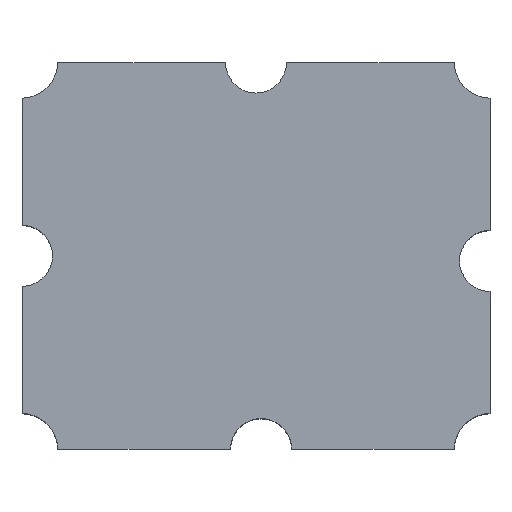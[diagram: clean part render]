
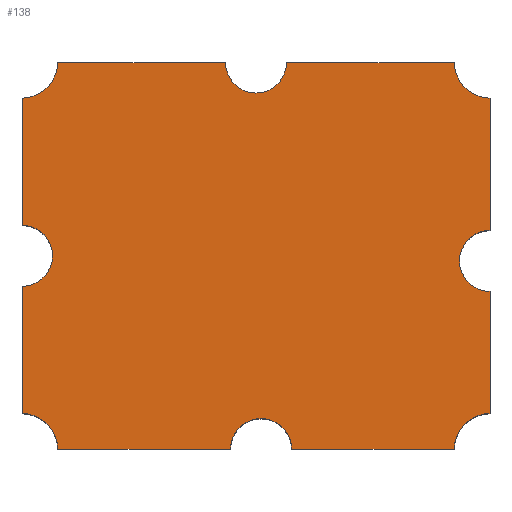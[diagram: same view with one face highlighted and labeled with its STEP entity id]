
A CAD part, top view. The second image highlights one B-rep face of the part: STEP entity #138.
In plain terms, the highlighted planar face has unit normal (0, 0, 1).
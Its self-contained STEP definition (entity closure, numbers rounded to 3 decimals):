
#120=PLANE('',#473);
#138=ADVANCED_FACE('',(#164),#120,.T.);
#164=FACE_OUTER_BOUND('',#182,.T.);
#182=EDGE_LOOP('',(#312,#313,#314,#315,#316,#317,#318,#319,#320,#321,#322,
#323,#324,#325,#326,#327));
#188=LINE('',#591,#220);
#192=LINE('',#603,#224);
#196=LINE('',#615,#228);
#200=LINE('',#627,#232);
#204=LINE('',#639,#236);
#208=LINE('',#651,#240);
#212=LINE('',#663,#244);
#215=LINE('',#672,#247);
#220=VECTOR('',#487,1.);
#224=VECTOR('',#499,1.);
#228=VECTOR('',#511,1.);
#232=VECTOR('',#523,1.);
#236=VECTOR('',#535,1.);
#240=VECTOR('',#547,1.);
#244=VECTOR('',#559,1.);
#247=VECTOR('',#570,1.);
#312=ORIENTED_EDGE('',*,*,#378,.F.);
#313=ORIENTED_EDGE('',*,*,#382,.F.);
#314=ORIENTED_EDGE('',*,*,#385,.F.);
#315=ORIENTED_EDGE('',*,*,#388,.F.);
#316=ORIENTED_EDGE('',*,*,#391,.F.);
#317=ORIENTED_EDGE('',*,*,#394,.F.);
#318=ORIENTED_EDGE('',*,*,#397,.F.);
#319=ORIENTED_EDGE('',*,*,#400,.F.);
#320=ORIENTED_EDGE('',*,*,#403,.F.);
#321=ORIENTED_EDGE('',*,*,#406,.F.);
#322=ORIENTED_EDGE('',*,*,#409,.F.);
#323=ORIENTED_EDGE('',*,*,#412,.F.);
#324=ORIENTED_EDGE('',*,*,#415,.F.);
#325=ORIENTED_EDGE('',*,*,#418,.F.);
#326=ORIENTED_EDGE('',*,*,#421,.F.);
#327=ORIENTED_EDGE('',*,*,#423,.F.);
#346=VERTEX_POINT('',#582);
#347=VERTEX_POINT('',#584);
#349=VERTEX_POINT('',#590);
#351=VERTEX_POINT('',#596);
#353=VERTEX_POINT('',#602);
#355=VERTEX_POINT('',#608);
#357=VERTEX_POINT('',#614);
#359=VERTEX_POINT('',#620);
#361=VERTEX_POINT('',#626);
#363=VERTEX_POINT('',#632);
#365=VERTEX_POINT('',#638);
#367=VERTEX_POINT('',#644);
#369=VERTEX_POINT('',#650);
#371=VERTEX_POINT('',#656);
#373=VERTEX_POINT('',#662);
#375=VERTEX_POINT('',#668);
#378=EDGE_CURVE('',#346,#347,#425,.T.);
#382=EDGE_CURVE('',#349,#346,#188,.T.);
#385=EDGE_CURVE('',#351,#349,#427,.T.);
#388=EDGE_CURVE('',#353,#351,#192,.T.);
#391=EDGE_CURVE('',#355,#353,#429,.T.);
#394=EDGE_CURVE('',#357,#355,#196,.T.);
#397=EDGE_CURVE('',#359,#357,#431,.T.);
#400=EDGE_CURVE('',#361,#359,#200,.T.);
#403=EDGE_CURVE('',#363,#361,#433,.T.);
#406=EDGE_CURVE('',#365,#363,#204,.T.);
#409=EDGE_CURVE('',#367,#365,#435,.T.);
#412=EDGE_CURVE('',#369,#367,#208,.T.);
#415=EDGE_CURVE('',#371,#369,#437,.T.);
#418=EDGE_CURVE('',#373,#371,#212,.T.);
#421=EDGE_CURVE('',#375,#373,#439,.T.);
#423=EDGE_CURVE('',#347,#375,#215,.T.);
#425=CIRCLE('',#442,0.018);
#427=CIRCLE('',#446,0.015);
#429=CIRCLE('',#450,0.018);
#431=CIRCLE('',#454,0.015);
#433=CIRCLE('',#458,0.018);
#435=CIRCLE('',#462,0.015);
#437=CIRCLE('',#466,0.018);
#439=CIRCLE('',#470,0.015);
#442=AXIS2_PLACEMENT_3D('',#583,#480,#481);
#446=AXIS2_PLACEMENT_3D('',#597,#493,#494);
#450=AXIS2_PLACEMENT_3D('',#609,#505,#506);
#454=AXIS2_PLACEMENT_3D('',#621,#517,#518);
#458=AXIS2_PLACEMENT_3D('',#633,#529,#530);
#462=AXIS2_PLACEMENT_3D('',#645,#541,#542);
#466=AXIS2_PLACEMENT_3D('',#657,#553,#554);
#470=AXIS2_PLACEMENT_3D('',#669,#565,#566);
#473=AXIS2_PLACEMENT_3D('',#674,#573,#574);
#480=DIRECTION('',(0.,0.,1.));
#481=DIRECTION('',(1.,0.,0.));
#487=DIRECTION('',(-1.,0.,0.));
#493=DIRECTION('',(0.,0.,1.));
#494=DIRECTION('',(1.,0.,0.));
#499=DIRECTION('',(-1.,0.,0.));
#505=DIRECTION('',(0.,0.,1.));
#506=DIRECTION('',(1.,0.,0.));
#511=DIRECTION('',(0.,-1.,0.));
#517=DIRECTION('',(0.,0.,1.));
#518=DIRECTION('',(1.,0.,0.));
#523=DIRECTION('',(0.,-1.,0.));
#529=DIRECTION('',(0.,0.,1.));
#530=DIRECTION('',(1.,0.,0.));
#535=DIRECTION('',(1.,0.,0.));
#541=DIRECTION('',(0.,0.,1.));
#542=DIRECTION('',(1.,0.,0.));
#547=DIRECTION('',(1.,0.,0.));
#553=DIRECTION('',(0.,0.,1.));
#554=DIRECTION('',(1.,0.,0.));
#559=DIRECTION('',(0.,1.,0.));
#565=DIRECTION('',(0.,0.,1.));
#566=DIRECTION('',(1.,0.,0.));
#570=DIRECTION('',(0.,1.,0.));
#573=DIRECTION('',(0.,0.,1.));
#574=DIRECTION('',(-1.,0.,0.));
#582=CARTESIAN_POINT('',(0.403,0.155,0.25));
#583=CARTESIAN_POINT('',(0.385,0.155,0.25));
#584=CARTESIAN_POINT('',(0.385,0.173,0.25));
#590=CARTESIAN_POINT('',(0.488,0.155,0.25));
#591=CARTESIAN_POINT('',(0.5,0.155,0.25));
#596=CARTESIAN_POINT('',(0.518,0.155,0.25));
#597=CARTESIAN_POINT('',(0.503,0.155,0.25));
#602=CARTESIAN_POINT('',(0.598,0.155,0.25));
#603=CARTESIAN_POINT('',(0.5,0.155,0.25));
#608=CARTESIAN_POINT('',(0.615,0.173,0.25));
#609=CARTESIAN_POINT('',(0.615,0.155,0.25));
#614=CARTESIAN_POINT('',(0.615,0.233,0.25));
#615=CARTESIAN_POINT('',(0.615,0.25,0.25));
#620=CARTESIAN_POINT('',(0.615,0.263,0.25));
#621=CARTESIAN_POINT('',(0.615,0.248,0.25));
#626=CARTESIAN_POINT('',(0.615,0.328,0.25));
#627=CARTESIAN_POINT('',(0.615,0.25,0.25));
#632=CARTESIAN_POINT('',(0.598,0.345,0.25));
#633=CARTESIAN_POINT('',(0.615,0.345,0.25));
#638=CARTESIAN_POINT('',(0.515,0.345,0.25));
#639=CARTESIAN_POINT('',(0.5,0.345,0.25));
#644=CARTESIAN_POINT('',(0.485,0.345,0.25));
#645=CARTESIAN_POINT('',(0.5,0.345,0.25));
#650=CARTESIAN_POINT('',(0.403,0.345,0.25));
#651=CARTESIAN_POINT('',(0.5,0.345,0.25));
#656=CARTESIAN_POINT('',(0.385,0.328,0.25));
#657=CARTESIAN_POINT('',(0.385,0.345,0.25));
#662=CARTESIAN_POINT('',(0.385,0.265,0.25));
#663=CARTESIAN_POINT('',(0.385,0.25,0.25));
#668=CARTESIAN_POINT('',(0.385,0.235,0.25));
#669=CARTESIAN_POINT('',(0.385,0.25,0.25));
#672=CARTESIAN_POINT('',(0.385,0.25,0.25));
#674=CARTESIAN_POINT('',(0.5,0.25,0.25));
